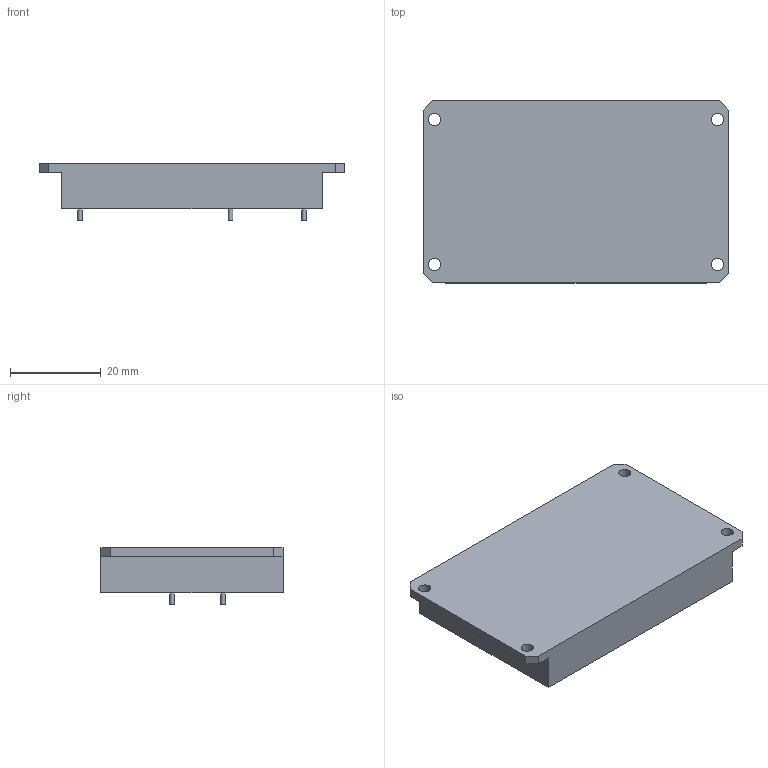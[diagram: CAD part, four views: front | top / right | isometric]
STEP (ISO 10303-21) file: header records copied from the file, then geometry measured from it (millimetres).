
FILE_DESCRIPTION(('STEP AP214'), '1');
FILE_NAME('Ôèëüòð ïîìåõîïîäàâëÿþùèé ÌÐÌ4-Â20ÄÌÓ _ ÁÊßÞ.468829.005ÒÓ', '', ('UNSPECIFIED'), ('UNSPECIFIED'), 'ASCON STEP Converter 1.6', 'ASCON Math Kernel', '');
FILE_SCHEMA(('AUTOMOTIVE_DESIGN { 1 0 10303 214 3 1 1}'));
Length unit declared in the file: millimetre
Products named in the file (1): 購葠.468829.005
Bounding box: 67.5 x 40.2 x 12.5 mm (x, y, z)
Volume: 23867 mm3; surface area: 7457.2 mm2
Topology: 1 solids, 1 shells, 808 faces, 2340 edges, 1560 vertices
Faces by surface type: cylinder 429, plane 379
Full cylindrical faces by diameter (mm): 1 x5, 2.7 x4
Entity records: 33361 total; most frequent: DIRECTION 4807, CARTESIAN_POINT 4700, ORIENTED_EDGE 4662, EDGE_CURVE 2331, AXIS2_PLACEMENT_3D 1667, VERTEX_POINT 1560, LINE 1473, VECTOR 1473
